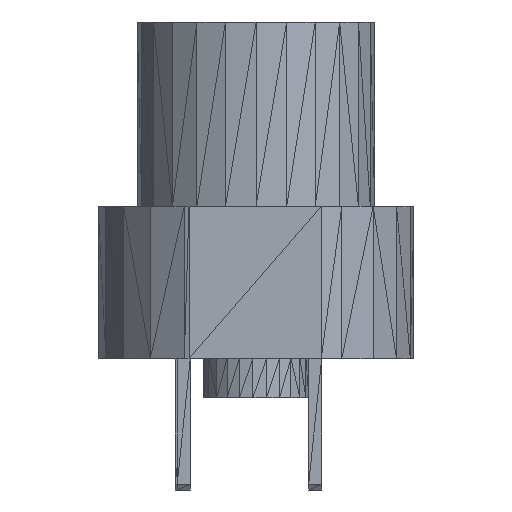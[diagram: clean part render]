
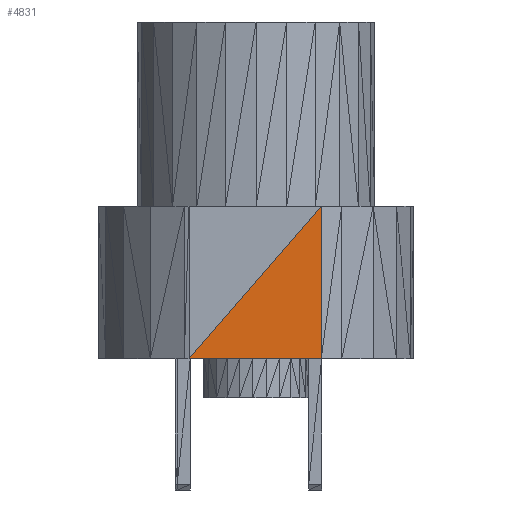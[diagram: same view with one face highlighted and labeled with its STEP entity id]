
A CAD part, left-side view. The second image highlights one B-rep face of the part: STEP entity #4831.
In plain terms, the highlighted planar face has unit normal (-1, 0, 0).
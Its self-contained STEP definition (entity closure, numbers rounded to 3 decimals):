
#4271 = VERTEX_POINT('',#4272);
#4272 = CARTESIAN_POINT('',(-5.227,-2.814,
    7.166));
#4724 = VERTEX_POINT('',#4725);
#4725 = CARTESIAN_POINT('',(-5.227,-2.814,
    1.457));
#4785 = EDGE_CURVE('',#4786,#4724,#4788,.T.);
#4786 = VERTEX_POINT('',#4787);
#4787 = CARTESIAN_POINT('',(-5.227,2.133,1.457
    ));
#4788 = LINE('',#4789,#4790);
#4789 = CARTESIAN_POINT('',(-5.227,2.133,1.457
    ));
#4790 = VECTOR('',#4791,1.);
#4791 = DIRECTION('',(0.,-1.,0.));
#4807 = EDGE_CURVE('',#4786,#4271,#4808,.T.);
#4808 = LINE('',#4809,#4810);
#4809 = CARTESIAN_POINT('',(-5.227,2.133,1.457
    ));
#4810 = VECTOR('',#4811,1.);
#4811 = DIRECTION('',(0.,-0.655,0.756));
#4831 = ADVANCED_FACE('',(#4832),#4842,.F.);
#4832 = FACE_BOUND('',#4833,.T.);
#4833 = EDGE_LOOP('',(#4834,#4835,#4836));
#4834 = ORIENTED_EDGE('',*,*,#4807,.F.);
#4835 = ORIENTED_EDGE('',*,*,#4785,.T.);
#4836 = ORIENTED_EDGE('',*,*,#4837,.T.);
#4837 = EDGE_CURVE('',#4724,#4271,#4838,.T.);
#4838 = LINE('',#4839,#4840);
#4839 = CARTESIAN_POINT('',(-5.227,-2.814,
    1.457));
#4840 = VECTOR('',#4841,1.);
#4841 = DIRECTION('',(0.,0.,1.));
#4842 = PLANE('',#4843);
#4843 = AXIS2_PLACEMENT_3D('',#4844,#4845,#4846);
#4844 = CARTESIAN_POINT('',(-5.227,-2.814,
    7.166));
#4845 = DIRECTION('',(1.,0.,0.));
#4846 = DIRECTION('',(0.,0.,1.));
